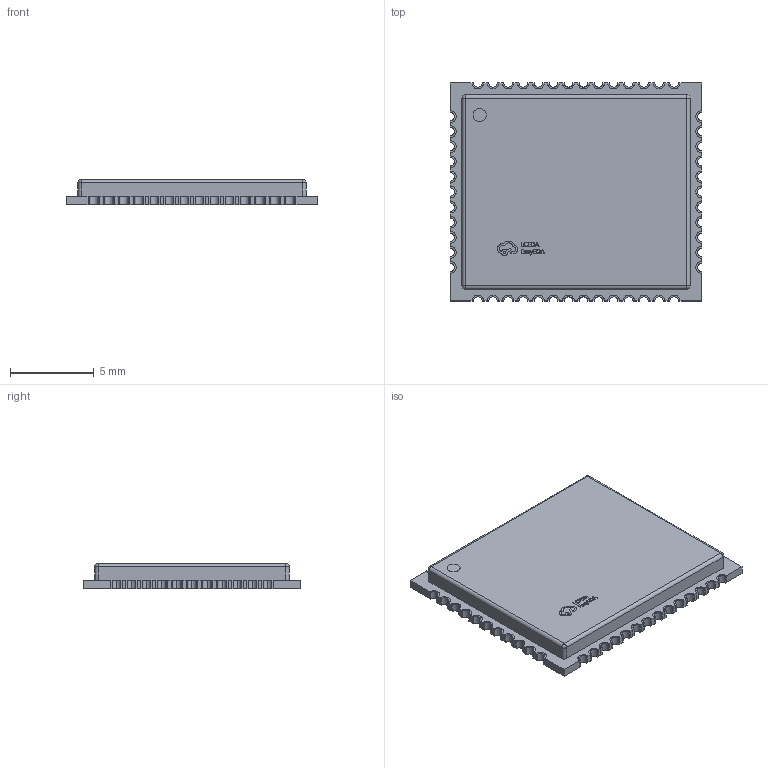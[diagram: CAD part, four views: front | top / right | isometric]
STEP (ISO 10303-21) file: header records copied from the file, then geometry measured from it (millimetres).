
FILE_DESCRIPTION (( 'STEP AP214' ), '1' );
FILE_NAME ('WIRELM-SMD_AMPAK_AP6275P.step', '2022-07-15T13:38:27', ( '' ), ( '' ), 'SwSTEP 2.0', 'SolidWorks 2020', '' );
FILE_SCHEMA (( 'AUTOMOTIVE_DESIGN' ));
Length unit declared in the file: millimetre
Products named in the file (1): WIRELM-SMD_AMPAK_AP6275P
Bounding box: 15 x 13 x 1.5 mm (x, y, z)
Volume: 252.3 mm3; surface area: 907.2 mm2
Topology: 115 solids, 115 shells, 1265 faces, 3070 edges, 2040 vertices
Faces by surface type: plane 895, cylinder 254, bspline 112, sphere 4
Entity records: 50192 total; most frequent: CARTESIAN_POINT 8476, ORIENTED_EDGE 6132, DIRECTION 5754, EDGE_CURVE 3066, LINE 2230, VECTOR 2230, VERTEX_POINT 2040, AXIS2_PLACEMENT_3D 1762
